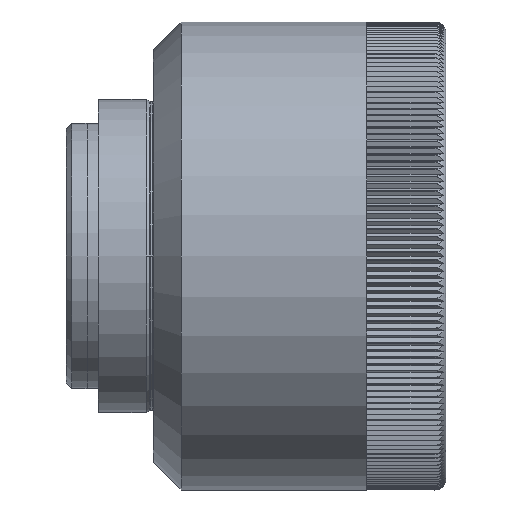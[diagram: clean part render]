
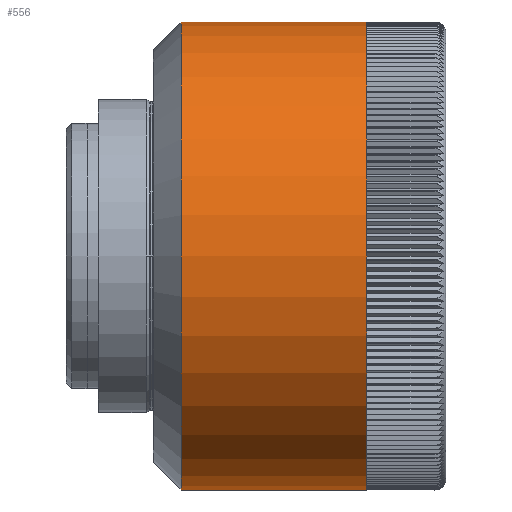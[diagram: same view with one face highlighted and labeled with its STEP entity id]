
A CAD part, front view. The second image highlights one B-rep face of the part: STEP entity #556.
In plain terms, the highlighted cylindrical face has radius 63.5 mm (diameter 127 mm), a partial arc.
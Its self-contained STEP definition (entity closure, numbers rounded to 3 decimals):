
#149 = VECTOR ( 'NONE', #7613, 1000. ) ;
#556 = ADVANCED_FACE ( 'Defeature ausgef�hrt1_6', ( #1114 ), #1674, .T. ) ;
#727 = VERTEX_POINT ( 'NONE', #12821 ) ;
#1114 = FACE_OUTER_BOUND ( 'NONE', #7446, .T. ) ;
#1127 = EDGE_CURVE ( 'Defeature ausgef�hrt1_6+Defeature ausgef�hrt1_5+Defeature ausgef�hrt1_5+Defeature ausgef�hrt1_5', #18747, #8907, #3077, .T. ) ;
#1250 = ORIENTED_EDGE ( 'NONE', *, *, #1127, .T. ) ;
#1651 = VERTEX_POINT ( 'NONE', #13172 ) ;
#1674 = CYLINDRICAL_SURFACE ( 'NONE', #20900, 63.5 ) ;
#1843 = CARTESIAN_POINT ( 'NONE',  ( 78.995, 0., 0. ) ) ;
#1872 = EDGE_CURVE ( 'Defeature ausgef�hrt1_7+Defeature ausgef�hrt1_6+Defeature ausgef�hrt1_6+Defeature ausgef�hrt1_6', #727, #1651, #8776, .T. ) ;
#3077 = CIRCLE ( 'NONE', #5912, 63.5 ) ;
#3654 = DIRECTION ( 'NONE',  ( 0., 0., -1. ) ) ;
#3792 = AXIS2_PLACEMENT_3D ( 'NONE', #1843, #20153, #3654 ) ;
#3905 = DIRECTION ( 'NONE',  ( 1., 0., 0. ) ) ;
#4834 = DIRECTION ( 'NONE',  ( 1., 0., 0. ) ) ;
#5031 = LINE ( 'NONE', #12920, #149 ) ;
#5128 = EDGE_CURVE ( 'NONE', #18747, #727, #17713, .T. ) ;
#5640 = CARTESIAN_POINT ( 'NONE',  ( 28.595, 0., 0. ) ) ;
#5912 = AXIS2_PLACEMENT_3D ( 'NONE', #5640, #3905, #18205 ) ;
#7212 = ORIENTED_EDGE ( 'NONE', *, *, #1872, .F. ) ;
#7446 = EDGE_LOOP ( 'NONE', ( #16841, #1250, #15064, #7212 ) ) ;
#7613 = DIRECTION ( 'NONE',  ( 1., 0., 0. ) ) ;
#8776 = CIRCLE ( 'NONE', #3792, 63.5 ) ;
#8907 = VERTEX_POINT ( 'NONE', #20733 ) ;
#12380 = CARTESIAN_POINT ( 'NONE',  ( 28.595, 0., 63.5 ) ) ;
#12821 = CARTESIAN_POINT ( 'NONE',  ( 78.995, 0., 63.5 ) ) ;
#12920 = CARTESIAN_POINT ( 'NONE',  ( 88.595, 0., -63.5 ) ) ;
#13172 = CARTESIAN_POINT ( 'NONE',  ( 78.995, 0., -63.5 ) ) ;
#13290 = DIRECTION ( 'NONE',  ( 1., 0., 0. ) ) ;
#14586 = VECTOR ( 'NONE', #4834, 1000. ) ;
#15064 = ORIENTED_EDGE ( 'NONE', *, *, #19294, .T. ) ;
#16836 = CARTESIAN_POINT ( 'NONE',  ( 88.595, 0., 0. ) ) ;
#16841 = ORIENTED_EDGE ( 'NONE', *, *, #5128, .F. ) ;
#17713 = LINE ( 'NONE', #19192, #14586 ) ;
#18205 = DIRECTION ( 'NONE',  ( 0., 0., -1. ) ) ;
#18747 = VERTEX_POINT ( 'NONE', #12380 ) ;
#19192 = CARTESIAN_POINT ( 'NONE',  ( 88.595, 0., 63.5 ) ) ;
#19294 = EDGE_CURVE ( 'NONE', #8907, #1651, #5031, .T. ) ;
#20153 = DIRECTION ( 'NONE',  ( 1., 0., 0. ) ) ;
#20733 = CARTESIAN_POINT ( 'NONE',  ( 28.595, 0., -63.5 ) ) ;
#20900 = AXIS2_PLACEMENT_3D ( 'NONE', #16836, #13290, #22319 ) ;
#22319 = DIRECTION ( 'NONE',  ( 0., 0., -1. ) ) ;
